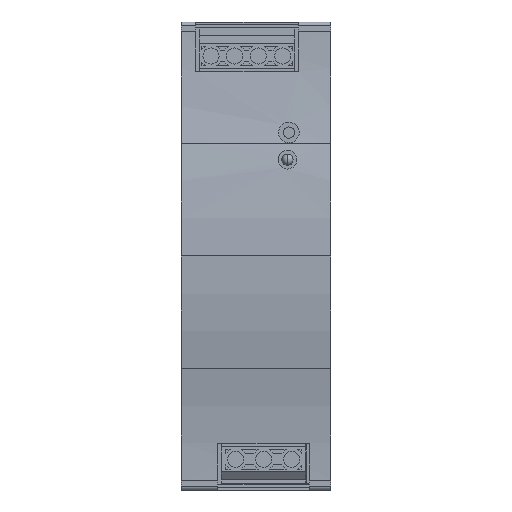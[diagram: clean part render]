
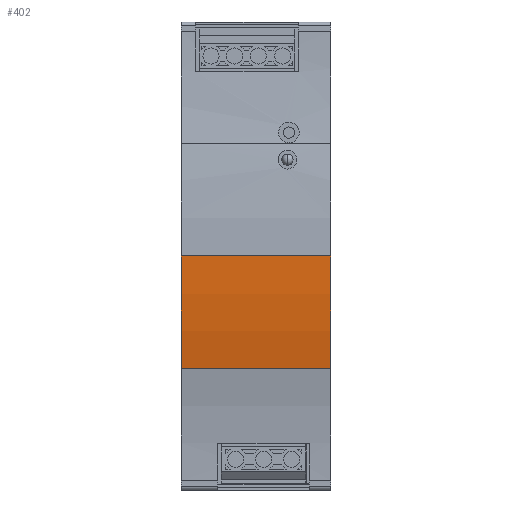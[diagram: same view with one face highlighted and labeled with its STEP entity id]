
A CAD part, left-side view. The second image highlights one B-rep face of the part: STEP entity #402.
In plain terms, the highlighted cylindrical face has radius 150.5 mm (diameter 301 mm), a partial arc.
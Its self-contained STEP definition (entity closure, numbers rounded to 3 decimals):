
#402=ADVANCED_FACE('',(#2232),#2233,.T.);
#2232=FACE_OUTER_BOUND('',#5854,.T.);
#2233=CYLINDRICAL_SURFACE('',#5855,150.5);
#5854=EDGE_LOOP('',(#10631,#10632,#10633,#10634));
#5855=AXIS2_PLACEMENT_3D('',#10635,#10636,#10637);
#10631=ORIENTED_EDGE('',*,*,#22774,.F.);
#10632=ORIENTED_EDGE('',*,*,#23354,.T.);
#10633=ORIENTED_EDGE('',*,*,#22765,.F.);
#10634=ORIENTED_EDGE('',*,*,#23116,.F.);
#10635=CARTESIAN_POINT('',(136.603,18.486,12.));
#10636=DIRECTION('',(0.,1.0,0.));
#10637=DIRECTION('',(-1.0,0.,0.));
#22765=EDGE_CURVE('',#27373,#27375,#27376,.T.);
#22774=EDGE_CURVE('',#27391,#27393,#27394,.T.);
#23116=EDGE_CURVE('',#27393,#27373,#27987,.T.);
#23354=EDGE_CURVE('',#27391,#27375,#28350,.T.);
#27373=VERTEX_POINT('',#34937);
#27375=VERTEX_POINT('',#34939);
#27376=LINE('',#34940,#34941);
#27391=VERTEX_POINT('',#34960);
#27393=VERTEX_POINT('',#34962);
#27394=LINE('',#34963,#34964);
#27987=CIRCLE('',#36751,150.5);
#28350=CIRCLE('',#37807,150.5);
#34937=CARTESIAN_POINT('',(-10.854,12.736,-18.11));
#34939=CARTESIAN_POINT('',(-10.854,52.736,-18.11));
#34940=CARTESIAN_POINT('',(-10.854,18.486,-18.11));
#34941=VECTOR('',#47979,1.0);
#34960=CARTESIAN_POINT('',(-13.897,52.736,12.));
#34962=CARTESIAN_POINT('',(-13.897,12.736,12.));
#34963=CARTESIAN_POINT('',(-13.897,18.486,12.));
#34964=VECTOR('',#47996,1.0);
#36751=AXIS2_PLACEMENT_3D('',#48549,#48550,#48551);
#37807=AXIS2_PLACEMENT_3D('',#49032,#49033,#49034);
#47979=DIRECTION('',(0.,1.0,0.));
#47996=DIRECTION('',(0.,-1.0,0.));
#48549=CARTESIAN_POINT('',(136.603,12.736,12.));
#48550=DIRECTION('',(0.,-1.0,0.));
#48551=DIRECTION('',(-1.0,0.,0.));
#49032=CARTESIAN_POINT('',(136.603,52.736,12.));
#49033=DIRECTION('',(0.,-1.0,0.));
#49034=DIRECTION('',(-1.0,0.,0.));
